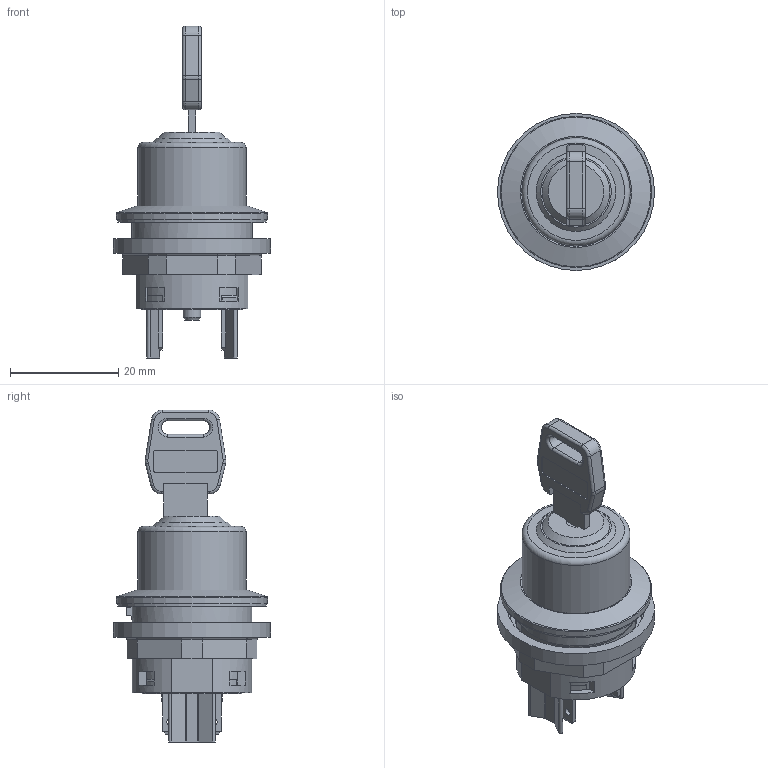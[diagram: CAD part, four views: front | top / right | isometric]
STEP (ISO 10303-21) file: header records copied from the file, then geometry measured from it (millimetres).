
FILE_DESCRIPTION(/* description */ (''),/* implementation_level */ '2;1');
FILE_NAME(/* name */ 'SSSA12OI.stp',/* time_stamp */ '2015-09-23T14:18:03+02:00',/* author */ ('mharscher'),/* organization */ (''),/* preprocessor_version */ 'ST-DEVELOPER v15.2',/* originating_system */ 'Autodesk Inventor 2014',/* authorisation */ '');
FILE_SCHEMA (('CONFIG_CONTROL_DESIGN'));
Length unit declared in the file: millimetre
Products named in the file (1): sssa12
Bounding box: 29 x 29 x 61.3 mm (x, y, z)
Volume: 13320.9 mm3; surface area: 5821.4 mm2
Topology: 1 solids, 1 shells, 285 faces, 713 edges, 451 vertices
Faces by surface type: plane 158, cylinder 92, torus 21, cone 12, sphere 2
Full cylindrical faces by diameter (mm): 1.3 x4, 3.2 x3, 18.5 x1, 19.95 x1, 20.05 x1, 22.2 x1, 22.6 x1, 25.35 x1, 27.4 x1, 27.9 x1, 29 x1
Entity records: 8302 total; most frequent: CARTESIAN_POINT 1499, DIRECTION 1457, ORIENTED_EDGE 1348, EDGE_CURVE 674, AXIS2_PLACEMENT_3D 518, VERTEX_POINT 439, LINE 421, VECTOR 421
